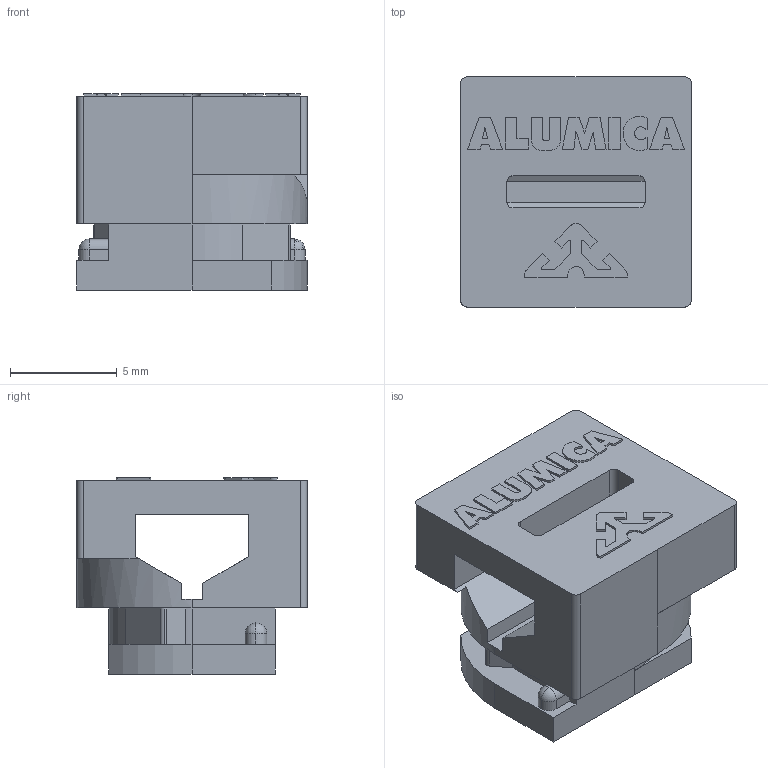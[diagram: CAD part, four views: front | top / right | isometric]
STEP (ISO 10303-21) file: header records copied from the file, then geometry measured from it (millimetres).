
FILE_DESCRIPTION (( 'STEP AP214' ), '1' );
FILE_NAME ('ÑÑÊ-2444526 Ôèêñàòîð Alumica.STEP', '2025-11-14T12:30:42', ( '' ), ( '' ), 'SwSTEP 2.0', 'SolidWorks 2021', '' );
FILE_SCHEMA (( 'AUTOMOTIVE_DESIGN' ));
Length unit declared in the file: millimetre
Products named in the file (1): ÑÑÊ-2444526 Ôèêñàòîð Alumica
Bounding box: 10.8 x 10.8 x 9.2 mm (x, y, z)
Volume: 702.9 mm3; surface area: 789.3 mm2
Topology: 1 solids, 1 shells, 180 faces, 501 edges, 327 vertices
Faces by surface type: plane 128, cylinder 26, bspline 23, sphere 3
Entity records: 5827 total; most frequent: CARTESIAN_POINT 1310, ORIENTED_EDGE 994, DIRECTION 821, EDGE_CURVE 497, VECTOR 393, LINE 393, VERTEX_POINT 327, AXIS2_PLACEMENT_3D 214
